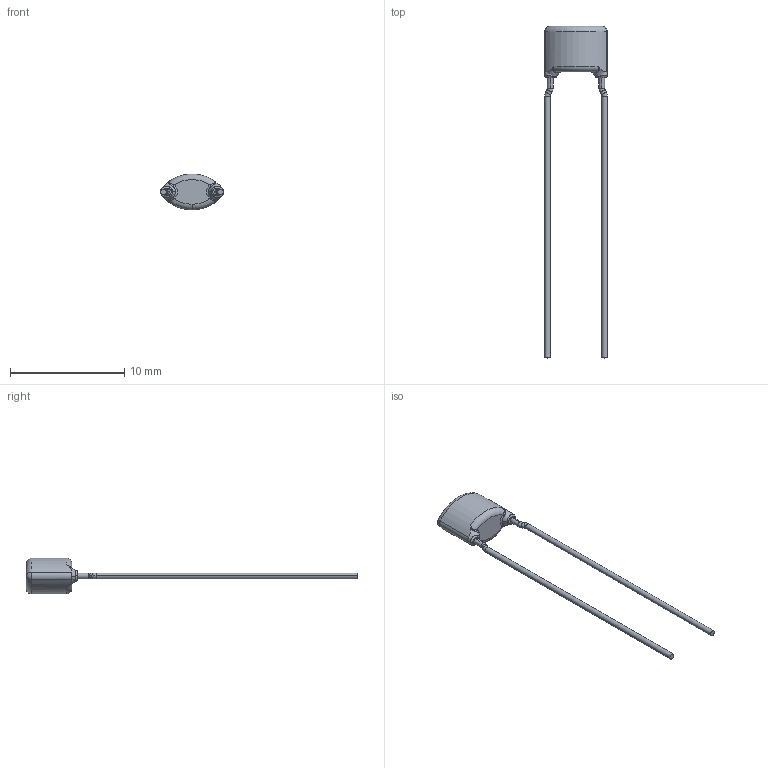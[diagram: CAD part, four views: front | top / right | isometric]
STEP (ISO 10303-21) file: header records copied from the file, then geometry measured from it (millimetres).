
FILE_DESCRIPTION (( 'STEP AP214' ), '1' );
FILE_NAME ('RDE5C1H104J2K1H03B.STEP', '2021-10-19T10:32:21', ( '' ), ( '' ), 'SwSTEP 2.0', 'SolidWorks 2018', '' );
FILE_SCHEMA (( 'AUTOMOTIVE_DESIGN' ));
Length unit declared in the file: millimetre
Products named in the file (2): RDE5C1H104J2K1H03B
Bounding box: 5.5 x 29 x 3.14 mm (x, y, z)
Volume: 60.2 mm3; surface area: 153.6 mm2
Topology: 1 solids, 1 shells, 53 faces, 138 edges, 87 vertices
Faces by surface type: cylinder 17, torus 14, bspline 14, plane 6, sphere 2
Entity records: 3411 total; most frequent: CARTESIAN_POINT 1588, ORIENTED_EDGE 268, DIRECTION 237, EDGE_CURVE 134, AXIS2_PLACEMENT_3D 110, VERTEX_POINT 85, CIRCLE 69, UNCERTAINTY_MEASURE_WITH_UNIT 56
